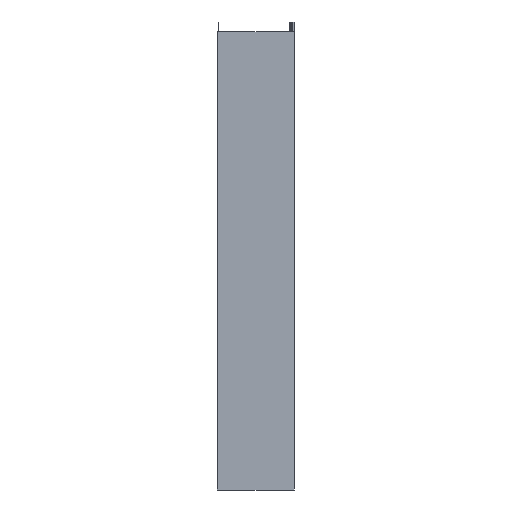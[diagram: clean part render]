
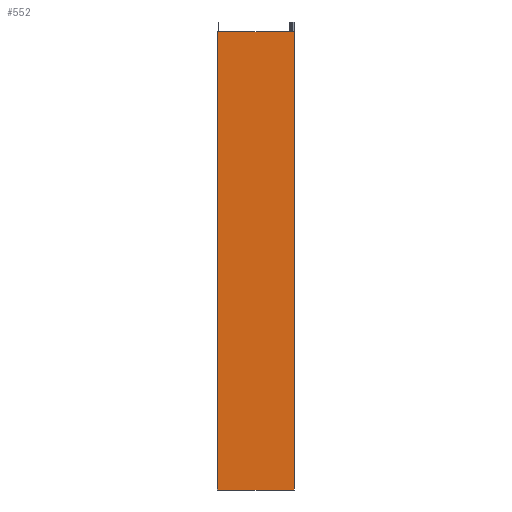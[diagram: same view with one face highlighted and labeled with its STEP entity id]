
A CAD part, front view. The second image highlights one B-rep face of the part: STEP entity #552.
In plain terms, the highlighted planar face has unit normal (0, -1, 0).
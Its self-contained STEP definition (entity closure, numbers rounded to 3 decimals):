
#314=DIRECTION('',(-1.,0.,0.));
#315=VECTOR('',#314,400.);
#316=CARTESIAN_POINT('',(200.,0.,0.));
#317=LINE('',#316,#315);
#362=DIRECTION('',(-1.,0.,0.));
#363=VECTOR('',#362,400.);
#364=CARTESIAN_POINT('',(200.,0.,-2400.));
#365=LINE('',#364,#363);
#366=DIRECTION('',(0.,0.,1.));
#367=VECTOR('',#366,2400.);
#368=CARTESIAN_POINT('',(-200.,0.,-2400.));
#369=LINE('',#368,#367);
#374=DIRECTION('',(0.,0.,1.));
#375=VECTOR('',#374,2400.);
#376=CARTESIAN_POINT('',(200.,0.,-2400.));
#377=LINE('',#376,#375);
#458=CARTESIAN_POINT('',(200.,0.,0.));
#459=CARTESIAN_POINT('',(-200.,0.,0.));
#460=VERTEX_POINT('',#458);
#461=VERTEX_POINT('',#459);
#482=CARTESIAN_POINT('',(200.,0.,-2400.));
#483=VERTEX_POINT('',#482);
#484=CARTESIAN_POINT('',(-200.,0.,-2400.));
#485=VERTEX_POINT('',#484);
#538=CARTESIAN_POINT('',(-200.,0.,0.));
#539=DIRECTION('',(0.,-1.,0.));
#540=DIRECTION('',(1.,0.,0.));
#541=AXIS2_PLACEMENT_3D('',#538,#539,#540);
#542=PLANE('',#541);
#543=ORIENTED_EDGE('',*,*,#511,.F.);
#545=ORIENTED_EDGE('',*,*,#544,.F.);
#547=ORIENTED_EDGE('',*,*,#546,.T.);
#549=ORIENTED_EDGE('',*,*,#548,.T.);
#550=EDGE_LOOP('',(#543,#545,#547,#549));
#551=FACE_OUTER_BOUND('',#550,.F.);
#511=EDGE_CURVE('',#460,#461,#317,.T.);
#544=EDGE_CURVE('',#483,#460,#377,.T.);
#546=EDGE_CURVE('',#483,#485,#365,.T.);
#548=EDGE_CURVE('',#485,#461,#369,.T.);
#552=ADVANCED_FACE('',(#551),#542,.T.);
